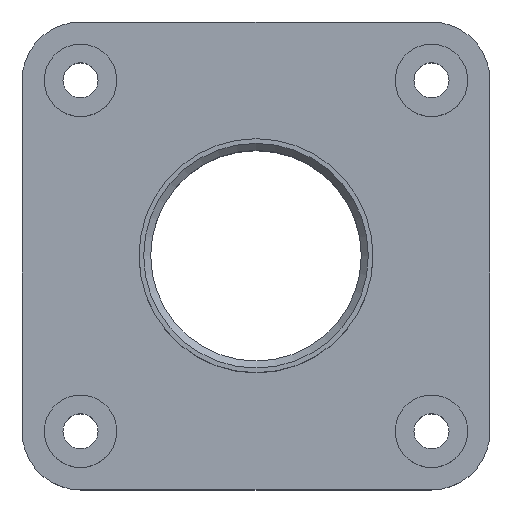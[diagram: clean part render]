
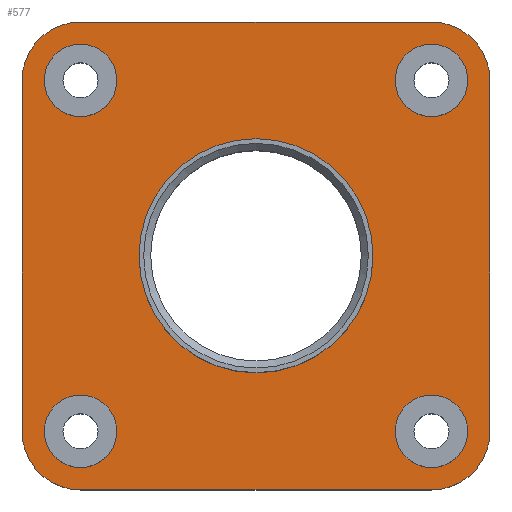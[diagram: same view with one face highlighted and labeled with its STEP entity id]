
A CAD part, top view. The second image highlights one B-rep face of the part: STEP entity #577.
In plain terms, the highlighted planar face has unit normal (0, 0, 1).
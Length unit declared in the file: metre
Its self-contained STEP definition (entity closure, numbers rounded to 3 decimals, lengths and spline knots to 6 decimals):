
#36=CIRCLE('',#634,0.01);
#37=CIRCLE('',#635,0.0031);
#38=CIRCLE('',#636,0.0031);
#39=CIRCLE('',#637,0.0031);
#40=CIRCLE('',#638,0.0031);
#41=CIRCLE('',#639,0.005);
#42=CIRCLE('',#640,0.005);
#43=CIRCLE('',#641,0.005);
#44=CIRCLE('',#642,0.005);
#94=ORIENTED_EDGE('',*,*,#234,.F.);
#95=ORIENTED_EDGE('',*,*,#235,.F.);
#96=ORIENTED_EDGE('',*,*,#236,.F.);
#97=ORIENTED_EDGE('',*,*,#237,.F.);
#98=ORIENTED_EDGE('',*,*,#238,.F.);
#99=ORIENTED_EDGE('',*,*,#225,.T.);
#100=ORIENTED_EDGE('',*,*,#239,.T.);
#101=ORIENTED_EDGE('',*,*,#229,.T.);
#102=ORIENTED_EDGE('',*,*,#240,.T.);
#103=ORIENTED_EDGE('',*,*,#233,.F.);
#104=ORIENTED_EDGE('',*,*,#241,.T.);
#105=ORIENTED_EDGE('',*,*,#221,.F.);
#106=ORIENTED_EDGE('',*,*,#242,.T.);
#221=EDGE_CURVE('',#291,#288,#345,.T.);
#225=EDGE_CURVE('',#292,#295,#349,.T.);
#229=EDGE_CURVE('',#296,#299,#353,.T.);
#233=EDGE_CURVE('',#303,#300,#357,.T.);
#234=EDGE_CURVE('',#304,#304,#36,.T.);
#235=EDGE_CURVE('',#305,#305,#37,.T.);
#236=EDGE_CURVE('',#306,#306,#38,.T.);
#237=EDGE_CURVE('',#307,#307,#39,.T.);
#238=EDGE_CURVE('',#308,#308,#40,.T.);
#239=EDGE_CURVE('',#295,#296,#41,.T.);
#240=EDGE_CURVE('',#299,#300,#42,.T.);
#241=EDGE_CURVE('',#303,#288,#43,.T.);
#242=EDGE_CURVE('',#291,#292,#44,.T.);
#288=VERTEX_POINT('',#917);
#291=VERTEX_POINT('',#922);
#292=VERTEX_POINT('',#926);
#295=VERTEX_POINT('',#931);
#296=VERTEX_POINT('',#935);
#299=VERTEX_POINT('',#940);
#300=VERTEX_POINT('',#944);
#303=VERTEX_POINT('',#949);
#304=VERTEX_POINT('',#953);
#305=VERTEX_POINT('',#955);
#306=VERTEX_POINT('',#957);
#307=VERTEX_POINT('',#959);
#308=VERTEX_POINT('',#961);
#345=LINE('',#923,#373);
#349=LINE('',#932,#377);
#353=LINE('',#941,#381);
#357=LINE('',#950,#385);
#373=VECTOR('',#721,1.);
#377=VECTOR('',#727,1.);
#381=VECTOR('',#733,1.);
#385=VECTOR('',#739,1.);
#402=EDGE_LOOP('',(#94));
#403=EDGE_LOOP('',(#95));
#404=EDGE_LOOP('',(#96));
#405=EDGE_LOOP('',(#97));
#406=EDGE_LOOP('',(#98));
#407=EDGE_LOOP('',(#99,#100,#101,#102,#103,#104,#105,#106));
#480=FACE_BOUND('',#402,.T.);
#481=FACE_BOUND('',#403,.T.);
#482=FACE_BOUND('',#404,.T.);
#483=FACE_BOUND('',#405,.T.);
#484=FACE_BOUND('',#406,.T.);
#485=FACE_BOUND('',#407,.T.);
#558=PLANE('',#633);
#577=ADVANCED_FACE('',(#480,#481,#482,#483,#484,#485),#558,.T.);
#633=AXIS2_PLACEMENT_3D('',#951,#740,#741);
#634=AXIS2_PLACEMENT_3D('',#952,#742,#743);
#635=AXIS2_PLACEMENT_3D('',#954,#744,#745);
#636=AXIS2_PLACEMENT_3D('',#956,#746,#747);
#637=AXIS2_PLACEMENT_3D('',#958,#748,#749);
#638=AXIS2_PLACEMENT_3D('',#960,#750,#751);
#639=AXIS2_PLACEMENT_3D('',#962,#752,#753);
#640=AXIS2_PLACEMENT_3D('',#963,#754,#755);
#641=AXIS2_PLACEMENT_3D('',#964,#756,#757);
#642=AXIS2_PLACEMENT_3D('',#965,#758,#759);
#721=DIRECTION('',(-1.,0.,0.));
#727=DIRECTION('',(0.,1.,0.));
#733=DIRECTION('',(-1.,0.,0.));
#739=DIRECTION('',(0.,1.,0.));
#740=DIRECTION('',(0.,0.,1.));
#741=DIRECTION('',(1.,0.,0.));
#742=DIRECTION('',(0.,0.,1.));
#743=DIRECTION('',(1.,0.,0.));
#744=DIRECTION('',(0.,0.,1.));
#745=DIRECTION('',(1.,0.,0.));
#746=DIRECTION('',(0.,0.,1.));
#747=DIRECTION('',(1.,0.,0.));
#748=DIRECTION('',(0.,0.,1.));
#749=DIRECTION('',(1.,0.,0.));
#750=DIRECTION('',(0.,0.,1.));
#751=DIRECTION('',(1.,0.,0.));
#752=DIRECTION('',(0.,0.,1.));
#753=DIRECTION('',(1.,0.,0.));
#754=DIRECTION('',(0.,0.,1.));
#755=DIRECTION('',(1.,0.,0.));
#756=DIRECTION('',(0.,0.,1.));
#757=DIRECTION('',(1.,0.,0.));
#758=DIRECTION('',(0.,0.,1.));
#759=DIRECTION('',(1.,0.,0.));
#917=CARTESIAN_POINT('',(-0.015,-0.02,0.005));
#922=CARTESIAN_POINT('',(0.015,-0.02,0.005));
#923=CARTESIAN_POINT('',(0.,-0.02,0.005));
#926=CARTESIAN_POINT('',(0.02,-0.015,0.005));
#931=CARTESIAN_POINT('',(0.02,0.015,0.005));
#932=CARTESIAN_POINT('',(0.02,0.,0.005));
#935=CARTESIAN_POINT('',(0.015,0.02,0.005));
#940=CARTESIAN_POINT('',(-0.015,0.02,0.005));
#941=CARTESIAN_POINT('',(0.,0.02,0.005));
#944=CARTESIAN_POINT('',(-0.02,0.015,0.005));
#949=CARTESIAN_POINT('',(-0.02,-0.015,0.005));
#950=CARTESIAN_POINT('',(-0.02,0.,0.005));
#951=CARTESIAN_POINT('',(0.,0.,0.005));
#952=CARTESIAN_POINT('',(0.,0.,0.005));
#953=CARTESIAN_POINT('',(0.01,0.,0.005));
#954=CARTESIAN_POINT('',(-0.015,0.015,0.005));
#955=CARTESIAN_POINT('',(-0.0119,0.015,0.005));
#956=CARTESIAN_POINT('',(0.015,-0.015,0.005));
#957=CARTESIAN_POINT('',(0.0181,-0.015,0.005));
#958=CARTESIAN_POINT('',(0.015,0.015,0.005));
#959=CARTESIAN_POINT('',(0.0181,0.015,0.005));
#960=CARTESIAN_POINT('',(-0.015,-0.015,0.005));
#961=CARTESIAN_POINT('',(-0.0119,-0.015,0.005));
#962=CARTESIAN_POINT('',(0.015,0.015,0.005));
#963=CARTESIAN_POINT('',(-0.015,0.015,0.005));
#964=CARTESIAN_POINT('',(-0.015,-0.015,0.005));
#965=CARTESIAN_POINT('',(0.015,-0.015,0.005));
